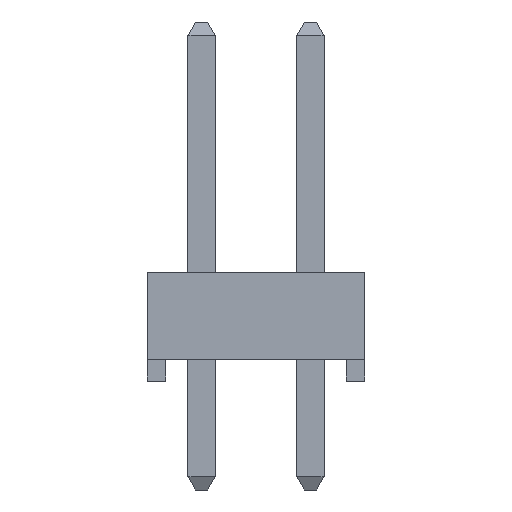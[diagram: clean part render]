
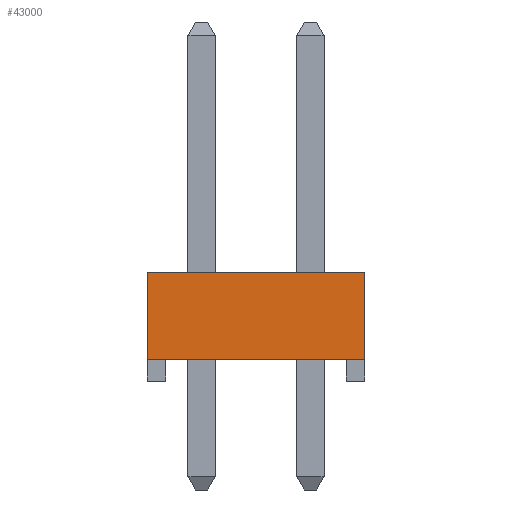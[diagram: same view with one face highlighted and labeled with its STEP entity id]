
A CAD part, left-side view. The second image highlights one B-rep face of the part: STEP entity #43000.
In plain terms, the highlighted planar face has unit normal (-1, 0, 0).
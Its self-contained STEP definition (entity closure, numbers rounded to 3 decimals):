
#42897=CARTESIAN_POINT('',(-27.94,-2.54,2.54));
#42898=VERTEX_POINT('',#42897);
#42905=CARTESIAN_POINT('',(-27.94,-2.54,0.508));
#42906=VERTEX_POINT('',#42905);
#42907=CARTESIAN_POINT('',(-27.94,-2.54,2.54));
#42908=DIRECTION('',(0.0,0.0,-1.0));
#42909=VECTOR('',#42908,2.032);
#42910=LINE('',#42907,#42909);
#42911=EDGE_CURVE('',#42898,#42906,#42910,.T.);
#42937=CARTESIAN_POINT('',(-27.94,2.54,0.508));
#42938=VERTEX_POINT('',#42937);
#42945=CARTESIAN_POINT('',(-27.94,2.54,2.54));
#42946=VERTEX_POINT('',#42945);
#42947=CARTESIAN_POINT('',(-27.94,2.54,0.508));
#42948=DIRECTION('',(0.0,0.0,1.0));
#42949=VECTOR('',#42948,2.032);
#42950=LINE('',#42947,#42949);
#42951=EDGE_CURVE('',#42938,#42946,#42950,.T.);
#42967=CARTESIAN_POINT('',(-27.94,-2.54,0.508));
#42968=DIRECTION('',(0.0,1.0,0.0));
#42969=VECTOR('',#42968,5.08);
#42970=LINE('',#42967,#42969);
#42971=EDGE_CURVE('',#42906,#42938,#42970,.T.);
#42984=CARTESIAN_POINT('',(-27.94,0.,1.524));
#42985=DIRECTION('',(1.0,0.0,0.0));
#42986=DIRECTION('',(0.0,1.0,0.0));
#42987=AXIS2_PLACEMENT_3D('',#42984,#42985,#42986);
#42988=PLANE('',#42987);
#42989=CARTESIAN_POINT('',(-27.94,-2.54,2.54));
#42990=DIRECTION('',(0.0,1.0,0.0));
#42991=VECTOR('',#42990,5.08);
#42992=LINE('',#42989,#42991);
#42993=EDGE_CURVE('',#42898,#42946,#42992,.T.);
#42994=ORIENTED_EDGE('',*,*,#42993,.T.);
#42995=ORIENTED_EDGE('',*,*,#42951,.F.);
#42996=ORIENTED_EDGE('',*,*,#42971,.F.);
#42997=ORIENTED_EDGE('',*,*,#42911,.F.);
#42998=EDGE_LOOP('',(#42994,#42995,#42996,#42997));
#42999=FACE_OUTER_BOUND('',#42998,.T.);
#43000=ADVANCED_FACE('',(#42999),#42988,.F.);
